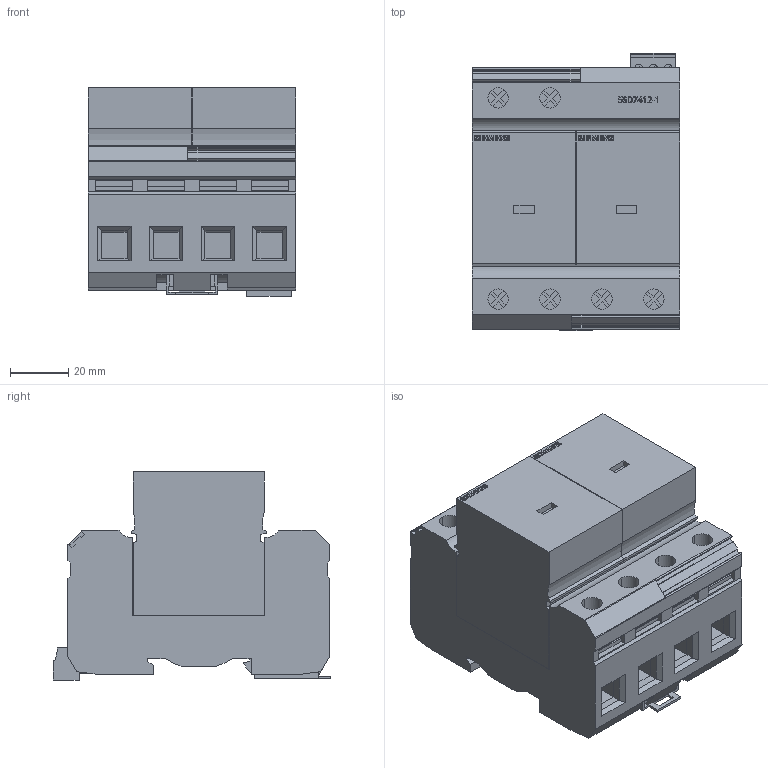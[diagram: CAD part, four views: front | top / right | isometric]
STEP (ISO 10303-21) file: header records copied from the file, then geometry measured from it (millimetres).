
FILE_DESCRIPTION(/* description */ (''),/* implementation_level */ '2;1');
FILE_NAME(/* name */ '5SD7412-1_v.stp',/* time_stamp */ '2023-07-26T12:56:28+02:00',/* author */ (''),/* organization */ (''),/* preprocessor_version */ 'ST-DEVELOPER v19.3',/* originating_system */ 'SIEMENS PLM Software NX2212.1700',/* authorisation */ '');
FILE_SCHEMA (('AUTOMOTIVE_DESIGN { 1 0 10303 214 3 1 1 1 }'));
Length unit declared in the file: millimetre
Products named in the file (1): model1
Bounding box: 71.2 x 95.2 x 71.4 mm (x, y, z)
Volume: 346964.3 mm3; surface area: 57089.5 mm2
Topology: 1 solids, 1 shells, 672 faces, 1845 edges, 1222 vertices
Faces by surface type: plane 613, cylinder 33, extrusion 26
Entity records: 25207 total; most frequent: CARTESIAN_POINT 5612, ORIENTED_EDGE 3690, DIRECTION 2915, EDGE_CURVE 1845, VECTOR 1361, LINE 1335, VERTEX_POINT 1222, AXIS2_PLACEMENT_3D 777
